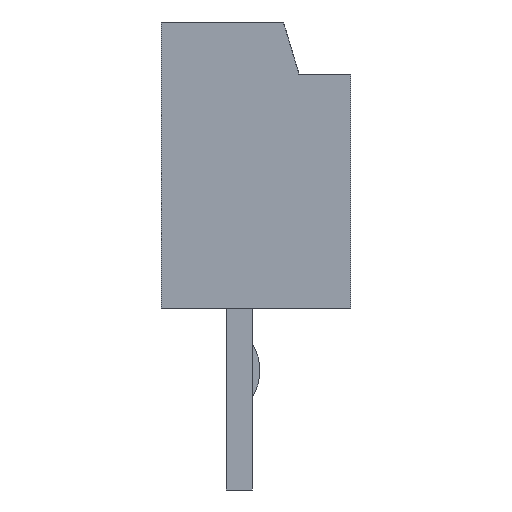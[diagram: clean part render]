
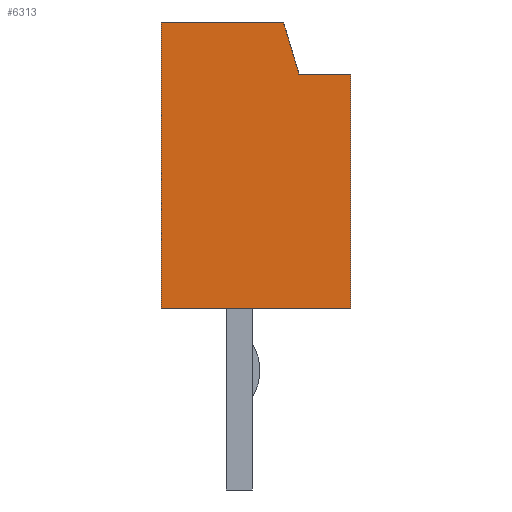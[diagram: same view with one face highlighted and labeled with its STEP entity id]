
A CAD part, left-side view. The second image highlights one B-rep face of the part: STEP entity #6313.
In plain terms, the highlighted planar face has unit normal (-1, 0, 0).
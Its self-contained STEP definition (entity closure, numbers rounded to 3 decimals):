
#32 = PLANE('',#33);
#33 = AXIS2_PLACEMENT_3D('',#34,#35,#36);
#34 = CARTESIAN_POINT('',(2.,1.5,2.75));
#35 = DIRECTION('',(0.,-1.,0.));
#36 = DIRECTION('',(1.,0.,0.));
#337 = VERTEX_POINT('',#338);
#338 = CARTESIAN_POINT('',(-2.,1.5,5.5));
#352 = PLANE('',#353);
#353 = AXIS2_PLACEMENT_3D('',#354,#355,#356);
#354 = CARTESIAN_POINT('',(6.,1.5,5.5));
#355 = DIRECTION('',(0.,0.,1.));
#356 = DIRECTION('',(-1.,0.,0.));
#364 = EDGE_CURVE('',#337,#365,#367,.T.);
#365 = VERTEX_POINT('',#366);
#366 = CARTESIAN_POINT('',(-2.,1.5,0.));
#367 = SURFACE_CURVE('',#368,(#372,#379),.PCURVE_S1.);
#368 = LINE('',#369,#370);
#369 = CARTESIAN_POINT('',(-2.,1.5,5.5));
#370 = VECTOR('',#371,1.);
#371 = DIRECTION('',(0.,0.,-1.));
#372 = PCURVE('',#32,#373);
#373 = DEFINITIONAL_REPRESENTATION('',(#374),#378);
#374 = LINE('',#375,#376);
#375 = CARTESIAN_POINT('',(-4.,2.75));
#376 = VECTOR('',#377,1.);
#377 = DIRECTION('',(0.,-1.));
#378 = ( GEOMETRIC_REPRESENTATION_CONTEXT(2) 
PARAMETRIC_REPRESENTATION_CONTEXT() REPRESENTATION_CONTEXT('2D SPACE',''
  ) );
#379 = PCURVE('',#380,#385);
#380 = PLANE('',#381);
#381 = AXIS2_PLACEMENT_3D('',#382,#383,#384);
#382 = CARTESIAN_POINT('',(-2.,1.5,5.5));
#383 = DIRECTION('',(-1.,0.,0.));
#384 = DIRECTION('',(0.,0.,-1.));
#385 = DEFINITIONAL_REPRESENTATION('',(#386),#390);
#386 = LINE('',#387,#388);
#387 = CARTESIAN_POINT('',(0.,0.));
#388 = VECTOR('',#389,1.);
#389 = DIRECTION('',(1.,0.));
#390 = ( GEOMETRIC_REPRESENTATION_CONTEXT(2) 
PARAMETRIC_REPRESENTATION_CONTEXT() REPRESENTATION_CONTEXT('2D SPACE',''
  ) );
#408 = PLANE('',#409);
#409 = AXIS2_PLACEMENT_3D('',#410,#411,#412);
#410 = CARTESIAN_POINT('',(-2.,1.5,0.));
#411 = DIRECTION('',(0.,0.,-1.));
#412 = DIRECTION('',(1.,0.,0.));
#670 = PLANE('',#671);
#671 = AXIS2_PLACEMENT_3D('',#672,#673,#674);
#672 = CARTESIAN_POINT('',(2.,-2.15,2.75));
#673 = DIRECTION('',(0.,-1.,0.));
#674 = DIRECTION('',(1.,0.,0.));
#2024 = PLANE('',#2025);
#2025 = AXIS2_PLACEMENT_3D('',#2026,#2027,#2028);
#2026 = CARTESIAN_POINT('',(6.,-2.15,4.5));
#2027 = DIRECTION('',(0.,0.,-1.));
#2028 = DIRECTION('',(0.,1.,0.));
#2052 = PLANE('',#2053);
#2053 = AXIS2_PLACEMENT_3D('',#2054,#2055,#2056);
#2054 = CARTESIAN_POINT('',(6.,-1.15,4.5));
#2055 = DIRECTION('',(0.,0.958,-0.287));
#2056 = DIRECTION('',(0.,0.287,0.958));
#2223 = VERTEX_POINT('',#2224);
#2224 = CARTESIAN_POINT('',(-2.,-0.85,5.5));
#2245 = EDGE_CURVE('',#337,#2223,#2246,.T.);
#2246 = SURFACE_CURVE('',#2247,(#2251,#2258),.PCURVE_S1.);
#2247 = LINE('',#2248,#2249);
#2248 = CARTESIAN_POINT('',(-2.,1.5,5.5));
#2249 = VECTOR('',#2250,1.);
#2250 = DIRECTION('',(0.,-1.,0.));
#2251 = PCURVE('',#352,#2252);
#2252 = DEFINITIONAL_REPRESENTATION('',(#2253),#2257);
#2253 = LINE('',#2254,#2255);
#2254 = CARTESIAN_POINT('',(8.,0.));
#2255 = VECTOR('',#2256,1.);
#2256 = DIRECTION('',(0.,1.));
#2257 = ( GEOMETRIC_REPRESENTATION_CONTEXT(2) 
PARAMETRIC_REPRESENTATION_CONTEXT() REPRESENTATION_CONTEXT('2D SPACE',''
  ) );
#2258 = PCURVE('',#380,#2259);
#2259 = DEFINITIONAL_REPRESENTATION('',(#2260),#2264);
#2260 = LINE('',#2261,#2262);
#2261 = CARTESIAN_POINT('',(0.,0.));
#2262 = VECTOR('',#2263,1.);
#2263 = DIRECTION('',(0.,1.));
#2264 = ( GEOMETRIC_REPRESENTATION_CONTEXT(2) 
PARAMETRIC_REPRESENTATION_CONTEXT() REPRESENTATION_CONTEXT('2D SPACE',''
  ) );
#2778 = VERTEX_POINT('',#2779);
#2779 = CARTESIAN_POINT('',(-2.,-1.15,4.5));
#2800 = EDGE_CURVE('',#2778,#2223,#2801,.T.);
#2801 = SURFACE_CURVE('',#2802,(#2806,#2813),.PCURVE_S1.);
#2802 = LINE('',#2803,#2804);
#2803 = CARTESIAN_POINT('',(-2.,-1.15,4.5));
#2804 = VECTOR('',#2805,1.);
#2805 = DIRECTION('',(0.,0.287,0.958));
#2806 = PCURVE('',#2052,#2807);
#2807 = DEFINITIONAL_REPRESENTATION('',(#2808),#2812);
#2808 = LINE('',#2809,#2810);
#2809 = CARTESIAN_POINT('',(0.,-8.));
#2810 = VECTOR('',#2811,1.);
#2811 = DIRECTION('',(1.,0.));
#2812 = ( GEOMETRIC_REPRESENTATION_CONTEXT(2) 
PARAMETRIC_REPRESENTATION_CONTEXT() REPRESENTATION_CONTEXT('2D SPACE',''
  ) );
#2813 = PCURVE('',#380,#2814);
#2814 = DEFINITIONAL_REPRESENTATION('',(#2815),#2819);
#2815 = LINE('',#2816,#2817);
#2816 = CARTESIAN_POINT('',(1.,2.65));
#2817 = VECTOR('',#2818,1.);
#2818 = DIRECTION('',(-0.958,-0.287));
#2819 = ( GEOMETRIC_REPRESENTATION_CONTEXT(2) 
PARAMETRIC_REPRESENTATION_CONTEXT() REPRESENTATION_CONTEXT('2D SPACE',''
  ) );
#2925 = VERTEX_POINT('',#2926);
#2926 = CARTESIAN_POINT('',(-2.,-2.15,4.5));
#2947 = EDGE_CURVE('',#2925,#2778,#2948,.T.);
#2948 = SURFACE_CURVE('',#2949,(#2953,#2960),.PCURVE_S1.);
#2949 = LINE('',#2950,#2951);
#2950 = CARTESIAN_POINT('',(-2.,-2.15,4.5));
#2951 = VECTOR('',#2952,1.);
#2952 = DIRECTION('',(0.,1.,0.));
#2953 = PCURVE('',#2024,#2954);
#2954 = DEFINITIONAL_REPRESENTATION('',(#2955),#2959);
#2955 = LINE('',#2956,#2957);
#2956 = CARTESIAN_POINT('',(0.,-8.));
#2957 = VECTOR('',#2958,1.);
#2958 = DIRECTION('',(1.,0.));
#2959 = ( GEOMETRIC_REPRESENTATION_CONTEXT(2) 
PARAMETRIC_REPRESENTATION_CONTEXT() REPRESENTATION_CONTEXT('2D SPACE',''
  ) );
#2960 = PCURVE('',#380,#2961);
#2961 = DEFINITIONAL_REPRESENTATION('',(#2962),#2966);
#2962 = LINE('',#2963,#2964);
#2963 = CARTESIAN_POINT('',(1.,3.65));
#2964 = VECTOR('',#2965,1.);
#2965 = DIRECTION('',(0.,-1.));
#2966 = ( GEOMETRIC_REPRESENTATION_CONTEXT(2) 
PARAMETRIC_REPRESENTATION_CONTEXT() REPRESENTATION_CONTEXT('2D SPACE',''
  ) );
#3121 = VERTEX_POINT('',#3122);
#3122 = CARTESIAN_POINT('',(-2.,-2.15,0.));
#3143 = EDGE_CURVE('',#2925,#3121,#3144,.T.);
#3144 = SURFACE_CURVE('',#3145,(#3149,#3156),.PCURVE_S1.);
#3145 = LINE('',#3146,#3147);
#3146 = CARTESIAN_POINT('',(-2.,-2.15,4.5));
#3147 = VECTOR('',#3148,1.);
#3148 = DIRECTION('',(0.,0.,-1.));
#3149 = PCURVE('',#670,#3150);
#3150 = DEFINITIONAL_REPRESENTATION('',(#3151),#3155);
#3151 = LINE('',#3152,#3153);
#3152 = CARTESIAN_POINT('',(-4.,1.75));
#3153 = VECTOR('',#3154,1.);
#3154 = DIRECTION('',(0.,-1.));
#3155 = ( GEOMETRIC_REPRESENTATION_CONTEXT(2) 
PARAMETRIC_REPRESENTATION_CONTEXT() REPRESENTATION_CONTEXT('2D SPACE',''
  ) );
#3156 = PCURVE('',#380,#3157);
#3157 = DEFINITIONAL_REPRESENTATION('',(#3158),#3162);
#3158 = LINE('',#3159,#3160);
#3159 = CARTESIAN_POINT('',(1.,3.65));
#3160 = VECTOR('',#3161,1.);
#3161 = DIRECTION('',(1.,0.));
#3162 = ( GEOMETRIC_REPRESENTATION_CONTEXT(2) 
PARAMETRIC_REPRESENTATION_CONTEXT() REPRESENTATION_CONTEXT('2D SPACE',''
  ) );
#3987 = EDGE_CURVE('',#365,#3121,#3988,.T.);
#3988 = SURFACE_CURVE('',#3989,(#3993,#4000),.PCURVE_S1.);
#3989 = LINE('',#3990,#3991);
#3990 = CARTESIAN_POINT('',(-2.,1.5,0.));
#3991 = VECTOR('',#3992,1.);
#3992 = DIRECTION('',(0.,-1.,0.));
#3993 = PCURVE('',#408,#3994);
#3994 = DEFINITIONAL_REPRESENTATION('',(#3995),#3999);
#3995 = LINE('',#3996,#3997);
#3996 = CARTESIAN_POINT('',(0.,0.));
#3997 = VECTOR('',#3998,1.);
#3998 = DIRECTION('',(0.,1.));
#3999 = ( GEOMETRIC_REPRESENTATION_CONTEXT(2) 
PARAMETRIC_REPRESENTATION_CONTEXT() REPRESENTATION_CONTEXT('2D SPACE',''
  ) );
#4000 = PCURVE('',#380,#4001);
#4001 = DEFINITIONAL_REPRESENTATION('',(#4002),#4006);
#4002 = LINE('',#4003,#4004);
#4003 = CARTESIAN_POINT('',(5.5,0.));
#4004 = VECTOR('',#4005,1.);
#4005 = DIRECTION('',(0.,1.));
#4006 = ( GEOMETRIC_REPRESENTATION_CONTEXT(2) 
PARAMETRIC_REPRESENTATION_CONTEXT() REPRESENTATION_CONTEXT('2D SPACE',''
  ) );
#6313 = ADVANCED_FACE('',(#6314),#380,.T.);
#6314 = FACE_BOUND('',#6315,.F.);
#6315 = EDGE_LOOP('',(#6316,#6317,#6318,#6319,#6320,#6321));
#6316 = ORIENTED_EDGE('',*,*,#2947,.F.);
#6317 = ORIENTED_EDGE('',*,*,#3143,.T.);
#6318 = ORIENTED_EDGE('',*,*,#3987,.F.);
#6319 = ORIENTED_EDGE('',*,*,#364,.F.);
#6320 = ORIENTED_EDGE('',*,*,#2245,.T.);
#6321 = ORIENTED_EDGE('',*,*,#2800,.F.);
